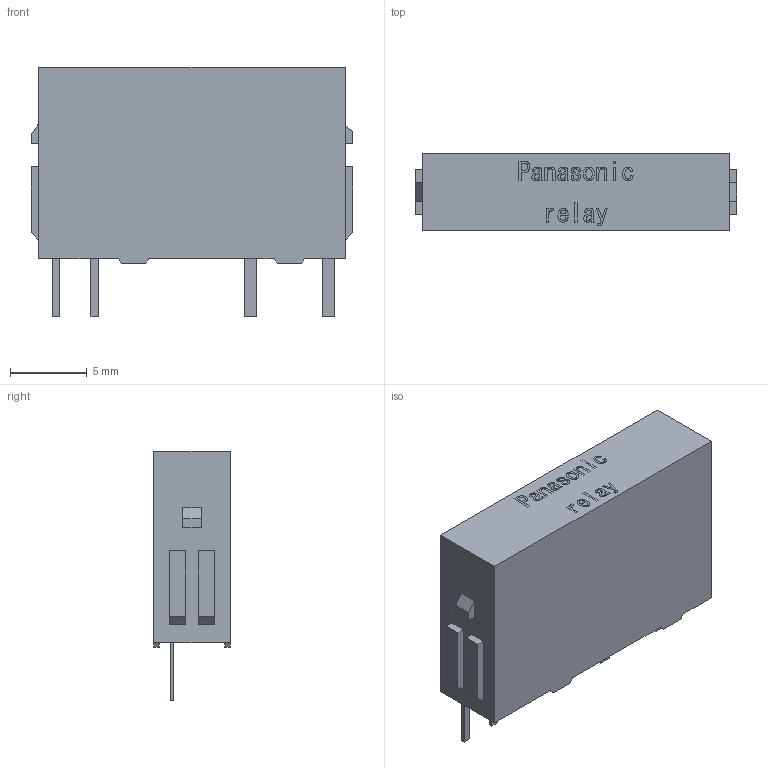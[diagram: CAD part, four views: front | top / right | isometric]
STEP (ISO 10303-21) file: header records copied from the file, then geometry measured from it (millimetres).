
FILE_DESCRIPTION(/* description */ (''),/* implementation_level */ '2;1');
FILE_NAME(/* name */ 'Panasonic APAN31nn.step',/* time_stamp */ '2023-08-13T15:48:32+01:00',/* author */ (''),/* organization */ (''),/* preprocessor_version */ 'ST-DEVELOPER v20',/* originating_system */ 'Autodesk Translation Framework v12.9.0.99',/* authorisation */ '');
FILE_SCHEMA (('AUTOMOTIVE_DESIGN { 1 0 10303 214 3 1 1 }'));
Length unit declared in the file: millimetre
Products named in the file (1): Panasonic APAN31nn
Bounding box: 21 x 5 x 16.3 mm (x, y, z)
Volume: 1264 mm3; surface area: 882 mm2
Topology: 1 solids, 1 shells, 333 faces, 900 edges, 600 vertices
Faces by surface type: bspline 171, plane 162
Entity records: 15283 total; most frequent: CARTESIAN_POINT 8013, ORIENTED_EDGE 1800, EDGE_CURVE 900, DIRECTION 884, VERTEX_POINT 600, LINE 558, VECTOR 558, EDGE_LOOP 364
